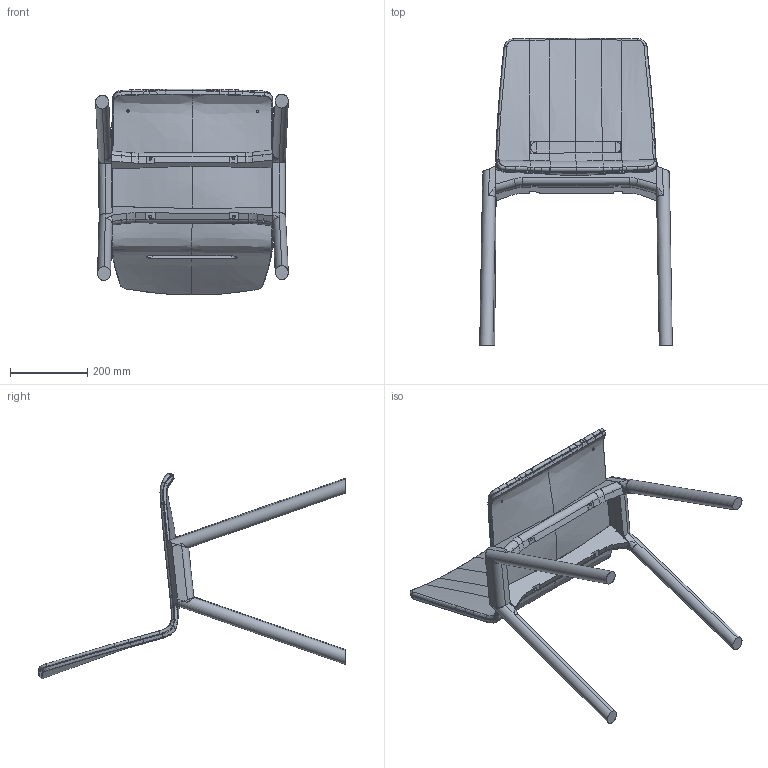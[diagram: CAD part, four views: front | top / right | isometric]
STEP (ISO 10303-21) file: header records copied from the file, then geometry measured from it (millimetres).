
FILE_DESCRIPTION((''),'2;1');
FILE_NAME('FORUM2S_REGNIERE_ASM','2018-10-11T',('user'),(''),'CREO PARAMETRIC BY PTC INC, 2017300','CREO PARAMETRIC BY PTC INC, 2017300','');
FILE_SCHEMA(('CONFIG_CONTROL_DESIGN'));
Length unit declared in the file: millimetre
Products named in the file (13): FORUMFUSS_LINKS_RENDER; FORUMFUSS_L_MITTELT_RENDER; VORDERZARGE_REGNIER_RENDER; HINTERZARGE_REGNIER_RENDER; FORUM_FUSS_LINKS_HF_RENDER; SHELL_GESAMTUNION_RAD_AF0; POLSTERVERSUCH_REGNIER2018; 171112SCHALE_POLSTERDOPPEL_ASM; VF__APIEL; MITTELTEIL_SPIEGEL; PRT0002; FORUM_NEU_KNOCHEN_STP; FORUM2S_REGNIERE_ASM
Assembly tree (13 placements, depth 3):
  FORUM2S_REGNIERE_ASM
    FORUMFUSS_LINKS_RENDER
    FORUMFUSS_L_MITTELT_RENDER
    VORDERZARGE_REGNIER_RENDER
    HINTERZARGE_REGNIER_RENDER
    FORUM_FUSS_LINKS_HF_RENDER
    171112SCHALE_POLSTERDOPPEL_ASM
      SHELL_GESAMTUNION_RAD_AF0
      POLSTERVERSUCH_REGNIER2018
    VF__APIEL
    MITTELTEIL_SPIEGEL
    PRT0002
    FORUM_NEU_KNOCHEN_STP  x2
Bounding box: 500.09 x 798.27 x 534.44 mm (x, y, z)
Volume: 9138049 mm3; surface area: 1736105.5 mm2
Topology: 12 solids, 36 shells, 690 faces, 1718 edges, 1070 vertices
Faces by surface type: bspline 376, plane 198, cylinder 104, extrusion 8, torus 4
Entity records: 53249 total; most frequent: CARTESIAN_POINT 39661, ORIENTED_EDGE 3236, DIRECTION 1756, EDGE_CURVE 1664, VERTEX_POINT 1050, B_SPLINE_CURVE_WITH_KNOTS 781, VECTOR 710, EDGE_LOOP 710
